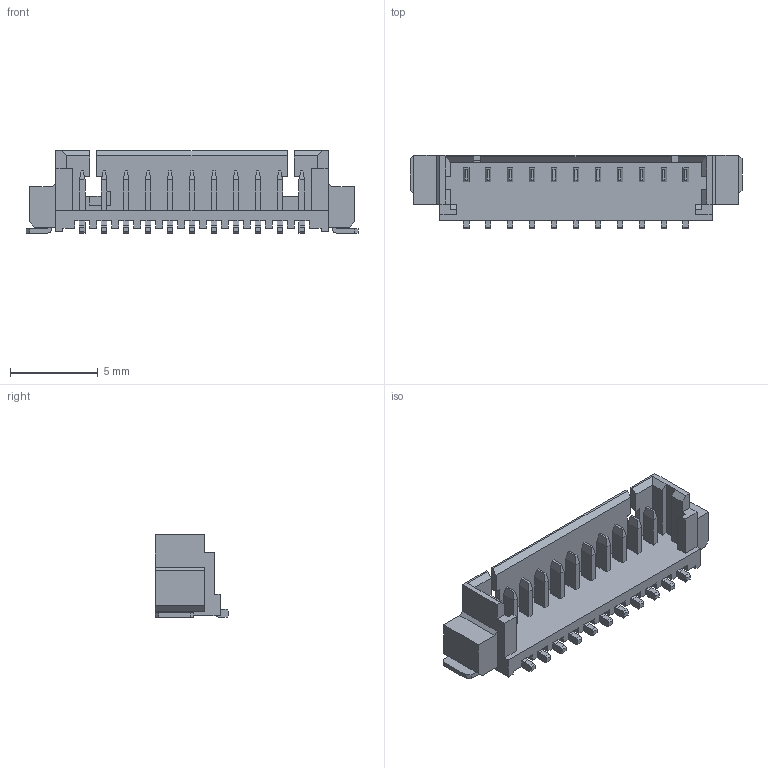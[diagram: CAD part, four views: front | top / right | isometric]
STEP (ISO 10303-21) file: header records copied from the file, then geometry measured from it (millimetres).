
FILE_DESCRIPTION((''),'2;1');
FILE_NAME('533981171','2014-06-17T',('me'),(''),'PRO/ENGINEER BY PARAMETRIC TECHNOLOGY CORPORATION, 2011490','PRO/ENGINEER BY PARAMETRIC TECHNOLOGY CORPORATION, 2011490','');
FILE_SCHEMA(('CONFIG_CONTROL_DESIGN'));
Length unit declared in the file: millimetre
Products named in the file (1): 533981171
Bounding box: 18.9 x 4.2 x 4.7 mm (x, y, z)
Volume: 102.7 mm3; surface area: 488.5 mm2
Topology: 1 solids, 2 shells, 460 faces, 1251 edges, 836 vertices
Faces by surface type: plane 452, cylinder 8
Entity records: 14063 total; most frequent: CARTESIAN_POINT 2490, ORIENTED_EDGE 2384, DIRECTION 2183, VECTOR 1233, LINE 1233, EDGE_CURVE 1192, VERTEX_POINT 770, EDGE_LOOP 494
